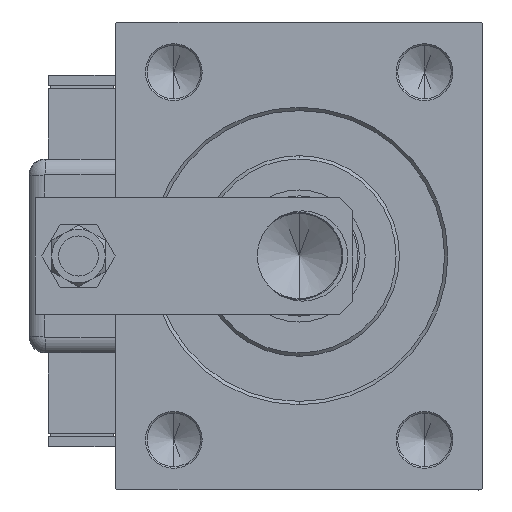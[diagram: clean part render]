
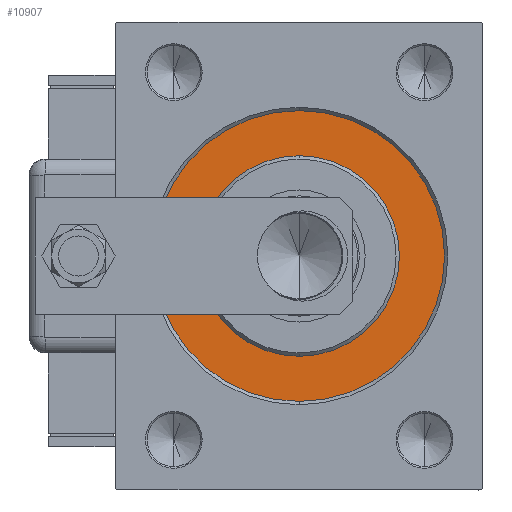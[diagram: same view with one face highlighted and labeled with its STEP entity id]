
A CAD part, left-side view. The second image highlights one B-rep face of the part: STEP entity #10907.
In plain terms, the highlighted face is planar.
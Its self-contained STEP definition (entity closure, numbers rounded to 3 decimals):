
#242 = EDGE_LOOP ( 'NONE', ( #5764, #59428 ) ) ;
#703 = AXIS2_PLACEMENT_3D ( 'NONE', #6969, #26644, #39557 ) ;
#1450 = VERTEX_POINT ( 'NONE', #13048 ) ;
#3383 = ORIENTED_EDGE ( 'NONE', *, *, #40576, .F. ) ;
#4249 = VERTEX_POINT ( 'NONE', #54319 ) ;
#4746 = CIRCLE ( 'NONE', #16492, 43.5 ) ;
#5018 = DIRECTION ( 'NONE',  ( 0., 0., -1. ) ) ;
#5764 = ORIENTED_EDGE ( 'NONE', *, *, #11313, .F. ) ;
#6589 = CARTESIAN_POINT ( 'NONE',  ( 0., 0., 0. ) ) ;
#6969 = CARTESIAN_POINT ( 'NONE',  ( 0., 0., 0. ) ) ;
#7179 = DIRECTION ( 'NONE',  ( 0., 0., 1. ) ) ;
#7798 = FACE_OUTER_BOUND ( 'NONE', #42758, .T. ) ;
#9447 = CIRCLE ( 'NONE', #58476, 30. ) ;
#10907 = ADVANCED_FACE ( 'NONE', ( #53920, #7798 ), #40082, .F. ) ;
#11313 = EDGE_CURVE ( 'NONE', #22056, #1450, #9447, .T. ) ;
#13048 = CARTESIAN_POINT ( 'NONE',  ( 0., 0., -30. ) ) ;
#13319 = DIRECTION ( 'NONE',  ( 1., 0., 0. ) ) ;
#15502 = AXIS2_PLACEMENT_3D ( 'NONE', #56348, #13319, #5018 ) ;
#16492 = AXIS2_PLACEMENT_3D ( 'NONE', #60825, #37154, #19623 ) ;
#19623 = DIRECTION ( 'NONE',  ( 0., 0., 1. ) ) ;
#21248 = CARTESIAN_POINT ( 'NONE',  ( 0., 0., 0. ) ) ;
#22056 = VERTEX_POINT ( 'NONE', #22730 ) ;
#22730 = CARTESIAN_POINT ( 'NONE',  ( 0., 0., 30. ) ) ;
#26644 = DIRECTION ( 'NONE',  ( -1., 0., 0. ) ) ;
#37154 = DIRECTION ( 'NONE',  ( -1., 0., 0. ) ) ;
#38441 = EDGE_CURVE ( 'NONE', #4249, #59868, #51729, .T. ) ;
#39557 = DIRECTION ( 'NONE',  ( 0., 0., 1. ) ) ;
#40007 = DIRECTION ( 'NONE',  ( 0., 0., -1. ) ) ;
#40082 = PLANE ( 'NONE',  #46719 ) ;
#40233 = EDGE_CURVE ( 'NONE', #1450, #22056, #47875, .T. ) ;
#40576 = EDGE_CURVE ( 'NONE', #59868, #4249, #4746, .T. ) ;
#41473 = CARTESIAN_POINT ( 'NONE',  ( 0., 0., -43.5 ) ) ;
#42758 = EDGE_LOOP ( 'NONE', ( #3383, #49991 ) ) ;
#44016 = DIRECTION ( 'NONE',  ( 1., 0., 0. ) ) ;
#46719 = AXIS2_PLACEMENT_3D ( 'NONE', #6589, #49285, #7179 ) ;
#47875 = CIRCLE ( 'NONE', #15502, 30. ) ;
#49285 = DIRECTION ( 'NONE',  ( -1., 0., 0. ) ) ;
#49991 = ORIENTED_EDGE ( 'NONE', *, *, #38441, .F. ) ;
#51729 = CIRCLE ( 'NONE', #703, 43.5 ) ;
#53920 = FACE_BOUND ( 'NONE', #242, .T. ) ;
#54319 = CARTESIAN_POINT ( 'NONE',  ( 0., 0., 43.5 ) ) ;
#56348 = CARTESIAN_POINT ( 'NONE',  ( 0., 0., 0. ) ) ;
#58476 = AXIS2_PLACEMENT_3D ( 'NONE', #21248, #44016, #40007 ) ;
#59428 = ORIENTED_EDGE ( 'NONE', *, *, #40233, .F. ) ;
#59868 = VERTEX_POINT ( 'NONE', #41473 ) ;
#60825 = CARTESIAN_POINT ( 'NONE',  ( 0., 0., 0. ) ) ;
